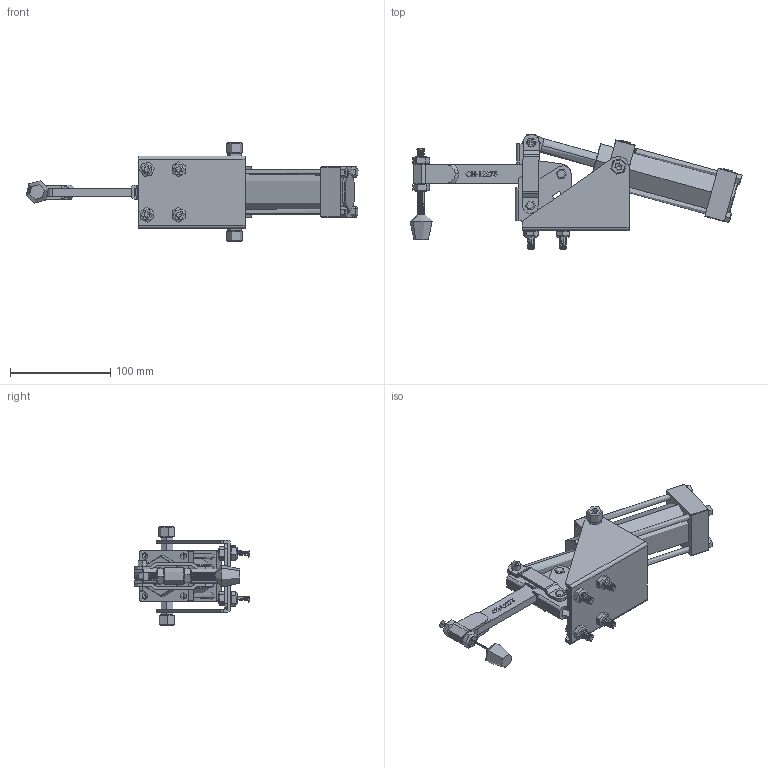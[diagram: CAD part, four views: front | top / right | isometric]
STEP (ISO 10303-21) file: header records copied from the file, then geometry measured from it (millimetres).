
FILE_DESCRIPTION (( 'STEP AP203' ), '1' );
FILE_NAME ('CH-12275-A.STEP', '2024-04-22T10:12:10', ( 'User' ), ( 'china' ), 'SwSTEP 2.0', 'SolidWorks 2018', '' );
FILE_SCHEMA (( 'CONFIG_CONTROL_DESIGN' ));
Length unit declared in the file: millimetre
Products named in the file (57): CH-12265-06; CH-12275-A SOLID BAR_默认<按加工>; Air cylinder-3; CH-12265-01; CH-12265-A-04; 14RIVET; 38312; CH-12265-A-02; M8-25; 20RIVET; G18黑; CH-FC-38312; CH-12275-A SOLID BAR; CH-12265-05; M8; Air cylinder-1; CH-12275-A; M6-25; M10-20; Air cylinder-2; CH-12265-A-01; CH-12265-A-03
Assembly tree (54 placements, depth 2):
  CH-12265-06
  CH-12265-A-04
  14RIVET
  20RIVET
  CH-12275-A SOLID BAR
Bounding box: 331.8 x 114.99 x 98 mm (x, y, z)
Volume: 408293.3 mm3; surface area: 161099.3 mm2
Topology: 39 solids, 40 shells, 1859 faces, 5014 edges, 3306 vertices
Faces by surface type: cylinder 914, plane 503, bspline 209, cone 189, torus 44
Entity records: 77909 total; most frequent: CARTESIAN_POINT 42601, ORIENTED_EDGE 6992, DIRECTION 5106, EDGE_CURVE 3496, VERTEX_POINT 2292, AXIS2_PLACEMENT_3D 1753, LINE 1600, VECTOR 1600
